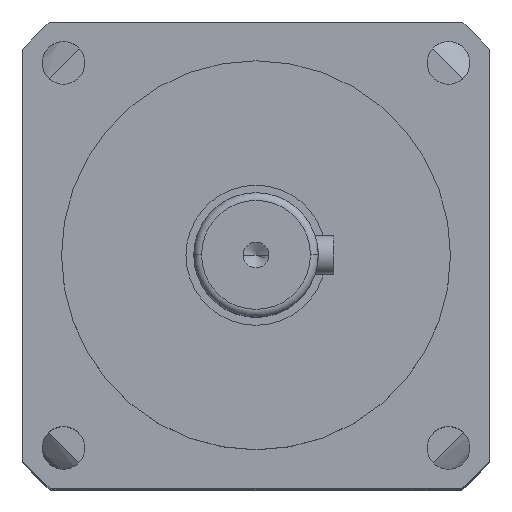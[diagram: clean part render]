
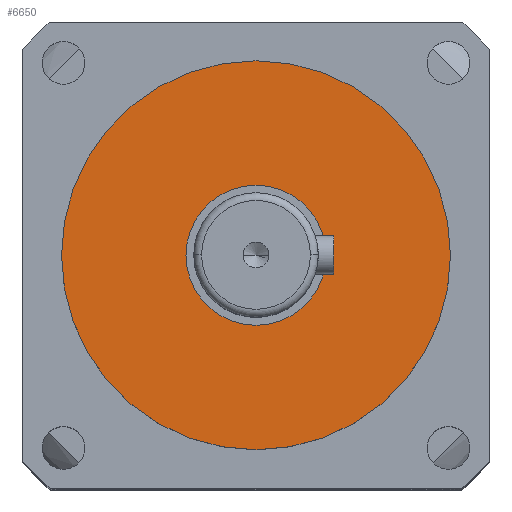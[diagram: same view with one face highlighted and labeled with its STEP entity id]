
A CAD part, top view. The second image highlights one B-rep face of the part: STEP entity #6650.
In plain terms, the highlighted planar face has unit normal (0, 0, 1).
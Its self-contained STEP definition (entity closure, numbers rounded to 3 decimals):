
#105 = DIRECTION ( 'NONE',  ( 0., 0., 1. ) ) ;
#231 = CARTESIAN_POINT ( 'NONE',  ( 0., 25., -28. ) ) ;
#535 = ORIENTED_EDGE ( 'NONE', *, *, #3868, .F. ) ;
#677 = VERTEX_POINT ( 'NONE', #9682 ) ;
#935 = ORIENTED_EDGE ( 'NONE', *, *, #8932, .T. ) ;
#1106 = DIRECTION ( 'NONE',  ( 0., 0., 1. ) ) ;
#1355 = AXIS2_PLACEMENT_3D ( 'NONE', #5957, #1106, #6756 ) ;
#1576 = VERTEX_POINT ( 'NONE', #3232 ) ;
#2262 = DIRECTION ( 'NONE',  ( 0., 0., 1. ) ) ;
#2365 = VERTEX_POINT ( 'NONE', #7868 ) ;
#2384 = ORIENTED_EDGE ( 'NONE', *, *, #5790, .F. ) ;
#2683 = DIRECTION ( 'NONE',  ( -1., 0., 0. ) ) ;
#2888 = EDGE_LOOP ( 'NONE', ( #535, #2384 ) ) ;
#3232 = CARTESIAN_POINT ( 'NONE',  ( -9., 0., -28. ) ) ;
#3868 = EDGE_CURVE ( 'NONE', #4506, #1576, #5376, .T. ) ;
#3936 = CARTESIAN_POINT ( 'NONE',  ( 9., 0., -28. ) ) ;
#4317 = AXIS2_PLACEMENT_3D ( 'NONE', #4959, #105, #5769 ) ;
#4506 = VERTEX_POINT ( 'NONE', #3936 ) ;
#4775 = CARTESIAN_POINT ( 'NONE',  ( 0., 0., -28. ) ) ;
#4959 = CARTESIAN_POINT ( 'NONE',  ( 0., 0., -28. ) ) ;
#5272 = ORIENTED_EDGE ( 'NONE', *, *, #8339, .T. ) ;
#5376 = CIRCLE ( 'NONE', #1355, 9. ) ;
#5409 = EDGE_LOOP ( 'NONE', ( #935, #5272 ) ) ;
#5584 = DIRECTION ( 'NONE',  ( 1., 0., 0. ) ) ;
#5769 = DIRECTION ( 'NONE',  ( 1., 0., 0. ) ) ;
#5790 = EDGE_CURVE ( 'NONE', #1576, #4506, #10323, .T. ) ;
#5895 = PLANE ( 'NONE',  #9893 ) ;
#5909 = FACE_OUTER_BOUND ( 'NONE', #5409, .T. ) ;
#5957 = CARTESIAN_POINT ( 'NONE',  ( 0., 0., -28. ) ) ;
#6262 = AXIS2_PLACEMENT_3D ( 'NONE', #7097, #2262, #7890 ) ;
#6650 = ADVANCED_FACE ( 'NONE', ( #9648, #5909 ), #5895, .F. ) ;
#6756 = DIRECTION ( 'NONE',  ( 1., 0., 0. ) ) ;
#7089 = AXIS2_PLACEMENT_3D ( 'NONE', #4775, #10374, #5584 ) ;
#7097 = CARTESIAN_POINT ( 'NONE',  ( 0., 0., -28. ) ) ;
#7510 = DIRECTION ( 'NONE',  ( 0., 0., -1. ) ) ;
#7868 = CARTESIAN_POINT ( 'NONE',  ( 25., 0., -28. ) ) ;
#7890 = DIRECTION ( 'NONE',  ( 1., 0., 0. ) ) ;
#8339 = EDGE_CURVE ( 'NONE', #677, #2365, #10299, .T. ) ;
#8932 = EDGE_CURVE ( 'NONE', #2365, #677, #9643, .T. ) ;
#9643 = CIRCLE ( 'NONE', #4317, 25. ) ;
#9648 = FACE_BOUND ( 'NONE', #2888, .T. ) ;
#9682 = CARTESIAN_POINT ( 'NONE',  ( -25., 0., -28. ) ) ;
#9893 = AXIS2_PLACEMENT_3D ( 'NONE', #231, #7510, #2683 ) ;
#10299 = CIRCLE ( 'NONE', #7089, 25. ) ;
#10323 = CIRCLE ( 'NONE', #6262, 9. ) ;
#10374 = DIRECTION ( 'NONE',  ( 0., 0., 1. ) ) ;
